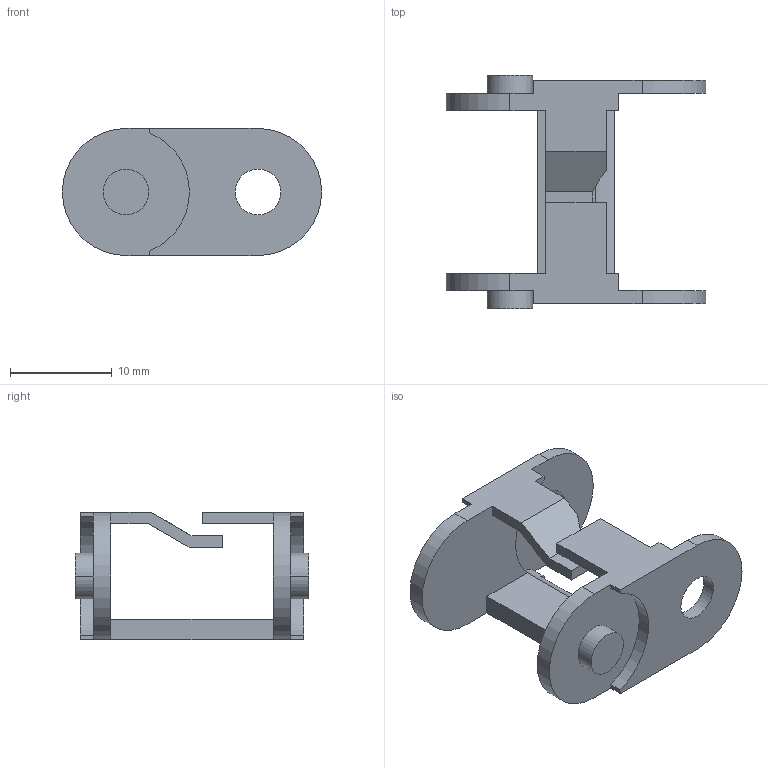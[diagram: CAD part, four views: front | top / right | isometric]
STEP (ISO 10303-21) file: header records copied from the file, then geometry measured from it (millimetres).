
FILE_DESCRIPTION(('STEP AP214'),'1');
FILE_NAME('cctmp_C3C3872E-D25E-4E9F-A49F-4EBB92367CDA_2021_03_05_07_25_41_0502_49884..stp','2021-03-05T06:25:41',('igus GmbH'),('CADClick - www.CADClick.com'),'Spatial InterOp 3D',' ','unknown authorization');
FILE_SCHEMA(('AUTOMOTIVE_DESIGN'));
Length unit declared in the file: millimetre
Products named in the file (1): 0.195m Z045-16-018-0
Bounding box: 25.5 x 23 x 12.5 mm (x, y, z)
Volume: 1317.3 mm3; surface area: 2014.5 mm2
Topology: 1 solids, 1 shells, 59 faces, 165 edges, 110 vertices
Faces by surface type: plane 40, cylinder 19
Entity records: 2411 total; most frequent: CARTESIAN_POINT 335, DIRECTION 333, ORIENTED_EDGE 330, EDGE_CURVE 165, LINE 117, VECTOR 117, VERTEX_POINT 110, AXIS2_PLACEMENT_3D 108
